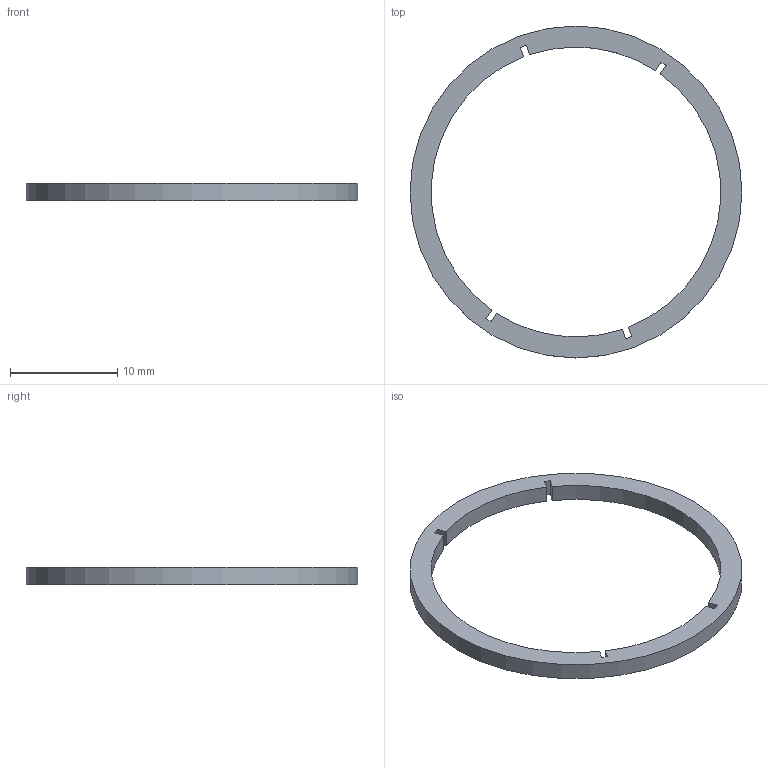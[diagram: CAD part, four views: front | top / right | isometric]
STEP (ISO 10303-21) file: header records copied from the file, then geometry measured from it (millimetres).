
FILE_DESCRIPTION(('KiCad electronic assembly'),'2;1');
FILE_NAME('slider.step','2022-12-11T12:47:50',('Pcbnew'),('Kicad'), 'Open CASCADE STEP processor 7.5','KiCad to STEP converter','Unknown' );
FILE_SCHEMA(('AUTOMOTIVE_DESIGN { 1 0 10303 214 1 1 1 1 }'));
Length unit declared in the file: millimetre
Products named in the file (2): slider 1; slider PCB
Assembly tree (1 placements, depth 2):
  slider 1
    slider PCB
Bounding box: 30.92 x 30.92 x 1.6 mm (x, y, z)
Volume: 281.9 mm3; surface area: 655.7 mm2
Topology: 1 solids, 1 shells, 19 faces, 51 edges, 34 vertices
Faces by surface type: plane 14, cylinder 5
Full cylindrical faces by diameter (mm): 30.92 x1
Entity records: 1309 total; most frequent: CARTESIAN_POINT 208, DIRECTION 205, LINE 133, VECTOR 133, ORIENTED_EDGE 102, PCURVE 102, DEFINITIONAL_REPRESENTATION 102, EDGE_CURVE 51
